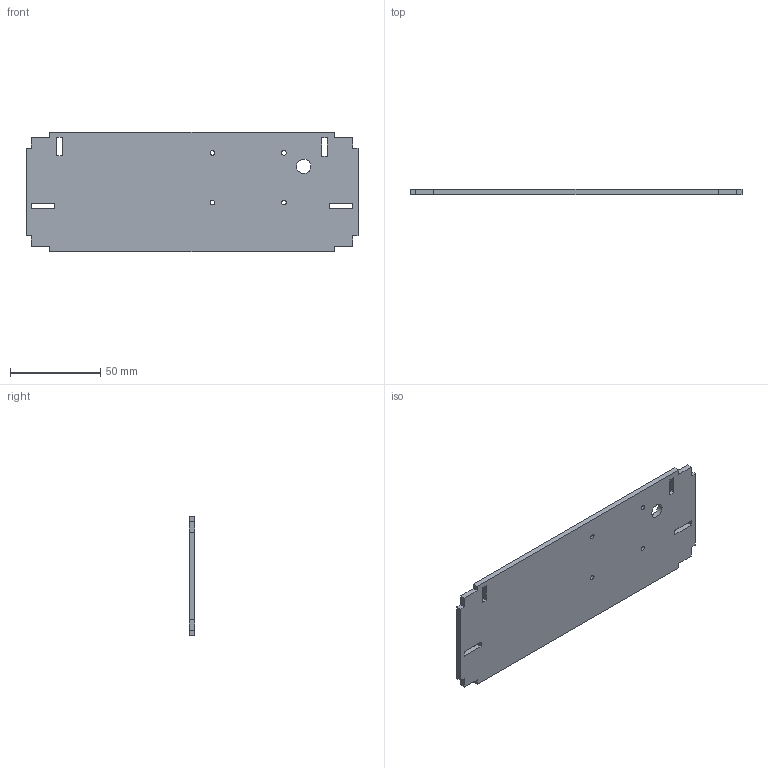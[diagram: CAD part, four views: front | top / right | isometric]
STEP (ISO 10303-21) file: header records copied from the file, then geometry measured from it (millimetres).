
FILE_DESCRIPTION(/* description */ (''),/* implementation_level */ '2;1');
FILE_NAME(/* name */ 'Back.step',/* time_stamp */ '2021-09-23T21:58:01+02:00',/* author */ (''),/* organization */ (''),/* preprocessor_version */ 'ST-DEVELOPER v18.1',/* originating_system */ 'Autodesk Translation Framework v10.10.0.1391',/* authorisation */ '');
FILE_SCHEMA (('AUTOMOTIVE_DESIGN { 1 0 10303 214 3 1 1 }'));
Length unit declared in the file: millimetre
Products named in the file (1): Back
Bounding box: 183.46 x 3 x 66.28 mm (x, y, z)
Volume: 35166.7 mm3; surface area: 25464.3 mm2
Topology: 1 solids, 1 shells, 43 faces, 123 edges, 82 vertices
Faces by surface type: plane 38, cylinder 5
Full cylindrical faces by diameter (mm): 2.6 x4, 8 x1
Entity records: 1463 total; most frequent: CARTESIAN_POINT 249, ORIENTED_EDGE 246, DIRECTION 221, EDGE_CURVE 123, LINE 113, VECTOR 113, VERTEX_POINT 82, EDGE_LOOP 61
